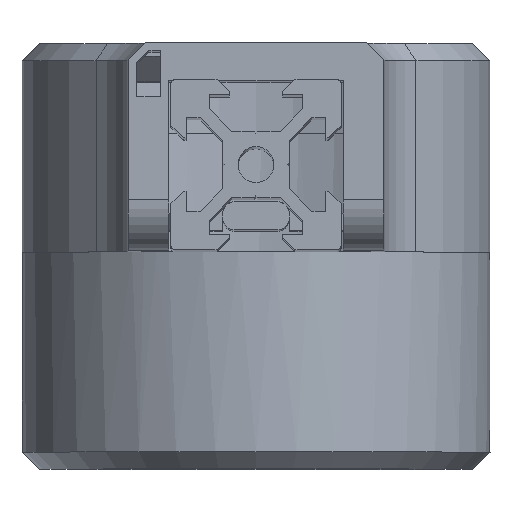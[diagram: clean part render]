
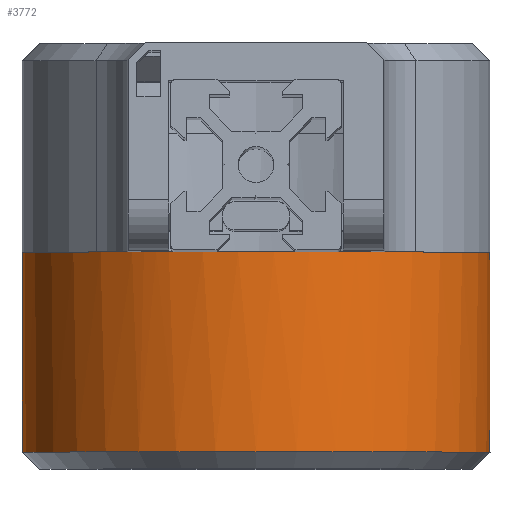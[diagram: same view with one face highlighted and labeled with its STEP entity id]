
A CAD part, top view. The second image highlights one B-rep face of the part: STEP entity #3772.
In plain terms, the highlighted cylindrical face has radius 27.5 mm (diameter 55 mm), a full revolution.
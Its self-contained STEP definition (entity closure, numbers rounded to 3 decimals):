
#117=CIRCLE('',#4045,27.5);
#119=CIRCLE('',#4047,27.5);
#127=CIRCLE('',#4063,27.5);
#129=CIRCLE('',#4066,27.5);
#130=CIRCLE('',#4071,27.5);
#133=CIRCLE('',#4075,27.5);
#403=FACE_OUTER_BOUND('',#611,.T.);
#611=EDGE_LOOP('',(#2889,#2890,#2891,#2892,#2893,#2894,#2895,#2896));
#863=LINE('',#5819,#1283);
#1283=VECTOR('',#4650,27.5);
#1699=VERTEX_POINT('',#5721);
#1700=VERTEX_POINT('',#5722);
#1703=VERTEX_POINT('',#5733);
#1719=VERTEX_POINT('',#5784);
#1722=VERTEX_POINT('',#5794);
#1727=VERTEX_POINT('',#5815);
#2115=EDGE_CURVE('',#1699,#1700,#117,.T.);
#2119=EDGE_CURVE('',#1700,#1703,#119,.T.);
#2144=EDGE_CURVE('',#1703,#1719,#127,.T.);
#2147=EDGE_CURVE('',#1719,#1722,#129,.T.);
#2154=EDGE_CURVE('',#1722,#1699,#130,.T.);
#2158=EDGE_CURVE('',#1727,#1727,#133,.T.);
#2159=EDGE_CURVE('',#1700,#1727,#863,.T.);
#2889=ORIENTED_EDGE('',*,*,#2115,.T.);
#2890=ORIENTED_EDGE('',*,*,#2159,.T.);
#2891=ORIENTED_EDGE('',*,*,#2158,.F.);
#2892=ORIENTED_EDGE('',*,*,#2159,.F.);
#2893=ORIENTED_EDGE('',*,*,#2119,.T.);
#2894=ORIENTED_EDGE('',*,*,#2144,.T.);
#2895=ORIENTED_EDGE('',*,*,#2147,.T.);
#2896=ORIENTED_EDGE('',*,*,#2154,.T.);
#3682=CYLINDRICAL_SURFACE('',#4076,27.5);
#3772=ADVANCED_FACE('',(#403),#3682,.T.);
#4045=AXIS2_PLACEMENT_3D('',#5723,#4561,#4562);
#4047=AXIS2_PLACEMENT_3D('',#5740,#4565,#4566);
#4063=AXIS2_PLACEMENT_3D('',#5790,#4614,#4615);
#4066=AXIS2_PLACEMENT_3D('',#5796,#4621,#4622);
#4071=AXIS2_PLACEMENT_3D('',#5809,#4637,#4638);
#4075=AXIS2_PLACEMENT_3D('',#5817,#4646,#4647);
#4076=AXIS2_PLACEMENT_3D('',#5818,#4648,#4649);
#4561=DIRECTION('center_axis',(0.,-1.,0.));
#4562=DIRECTION('ref_axis',(1.,0.,0.));
#4565=DIRECTION('center_axis',(0.,-1.,0.));
#4566=DIRECTION('ref_axis',(1.,0.,0.));
#4614=DIRECTION('center_axis',(0.,-1.,0.));
#4615=DIRECTION('ref_axis',(1.,0.,0.));
#4621=DIRECTION('center_axis',(0.,-1.,0.));
#4622=DIRECTION('ref_axis',(1.,0.,0.));
#4637=DIRECTION('center_axis',(0.,-1.,0.));
#4638=DIRECTION('ref_axis',(1.,0.,0.));
#4646=DIRECTION('center_axis',(0.,-1.,0.));
#4647=DIRECTION('ref_axis',(1.,0.,0.));
#4648=DIRECTION('center_axis',(0.,1.,0.));
#4649=DIRECTION('ref_axis',(1.,0.,0.));
#4650=DIRECTION('',(0.,-1.,0.));
#5721=CARTESIAN_POINT('',(-14.564,-10.,-4.673));
#5722=CARTESIAN_POINT('',(-27.5,-10.,-28.));
#5723=CARTESIAN_POINT('Origin',(0.,-10.,
-28.));
#5733=CARTESIAN_POINT('',(14.564,-10.,-4.673));
#5740=CARTESIAN_POINT('Origin',(0.,-10.,
-28.));
#5784=CARTESIAN_POINT('',(10.25,-10.,-2.482));
#5790=CARTESIAN_POINT('Origin',(0.,-10.,
-28.));
#5794=CARTESIAN_POINT('',(-10.25,-10.,-2.482));
#5796=CARTESIAN_POINT('Origin',(0.,-10.,
-28.));
#5809=CARTESIAN_POINT('Origin',(0.,-10.,
-28.));
#5815=CARTESIAN_POINT('',(-27.5,-33.5,-28.));
#5817=CARTESIAN_POINT('Origin',(0.,-33.5,
-28.));
#5818=CARTESIAN_POINT('Origin',(0.,-35.5,
-28.));
#5819=CARTESIAN_POINT('',(-27.5,-35.5,-28.));
